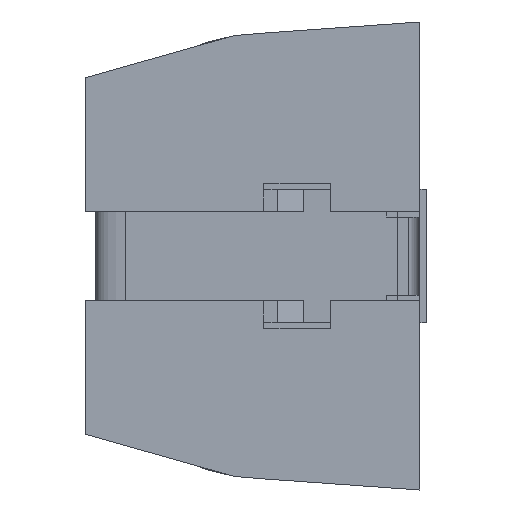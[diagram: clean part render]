
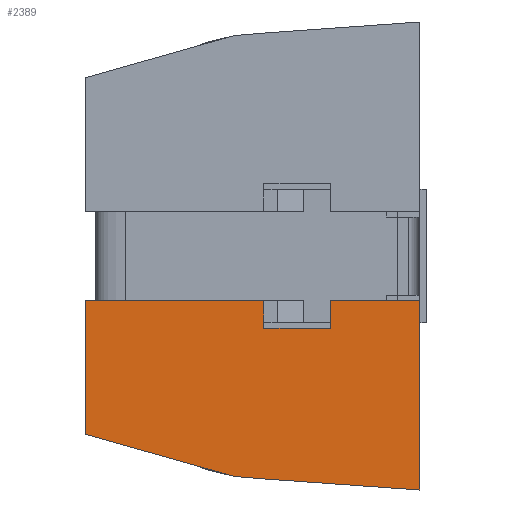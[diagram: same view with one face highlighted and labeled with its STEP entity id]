
A CAD part, left-side view. The second image highlights one B-rep face of the part: STEP entity #2389.
In plain terms, the highlighted planar face has unit normal (-1, 0, 0).
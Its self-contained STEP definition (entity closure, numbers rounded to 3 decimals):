
#28 = VERTEX_POINT ( 'NONE', #1967 ) ;
#115 = VERTEX_POINT ( 'NONE', #1999 ) ;
#123 = CARTESIAN_POINT ( 'NONE',  ( -39., 7., 3.25 ) ) ;
#219 = VECTOR ( 'NONE', #4833, 1000. ) ;
#270 = CARTESIAN_POINT ( 'NONE',  ( -39., 8.304, -9.895 ) ) ;
#351 = EDGE_CURVE ( 'NONE', #3358, #4729, #3825, .T. ) ;
#352 = DIRECTION ( 'NONE',  ( 0., 0.962, 0.272 ) ) ;
#373 = LINE ( 'NONE', #1608, #4742 ) ;
#394 = FACE_OUTER_BOUND ( 'NONE', #3180, .T. ) ;
#581 = CARTESIAN_POINT ( 'NONE',  ( -39., 7., -3.25 ) ) ;
#638 = AXIS2_PLACEMENT_3D ( 'NONE', #4675, #3507, #2364 ) ;
#748 = PLANE ( 'NONE',  #638 ) ;
#824 = CARTESIAN_POINT ( 'NONE',  ( -39., 7., -10. ) ) ;
#928 = VERTEX_POINT ( 'NONE', #2840 ) ;
#1071 = LINE ( 'NONE', #4152, #1445 ) ;
#1119 = CARTESIAN_POINT ( 'NONE',  ( -39., 0., -2.001 ) ) ;
#1185 = EDGE_CURVE ( 'NONE', #4729, #1208, #2253, .T. ) ;
#1208 = VERTEX_POINT ( 'NONE', #2663 ) ;
#1435 = VERTEX_POINT ( 'NONE', #581 ) ;
#1445 = VECTOR ( 'NONE', #3885, 1000. ) ;
#1446 = CARTESIAN_POINT ( 'NONE',  ( -39., 4., -3.25 ) ) ;
#1491 = VECTOR ( 'NONE', #4761, 1000. ) ;
#1531 = DIRECTION ( 'NONE',  ( 0., 0., -1. ) ) ;
#1608 = CARTESIAN_POINT ( 'NONE',  ( -39., 15., -2.001 ) ) ;
#1698 = VECTOR ( 'NONE', #352, 1000. ) ;
#1754 = ORIENTED_EDGE ( 'NONE', *, *, #3121, .T. ) ;
#1782 = DIRECTION ( 'NONE',  ( 0., 1., 0. ) ) ;
#1823 = DIRECTION ( 'NONE',  ( 0., 1., 0. ) ) ;
#1848 = CARTESIAN_POINT ( 'NONE',  ( -39., 15., -2.001 ) ) ;
#1858 = ORIENTED_EDGE ( 'NONE', *, *, #1185, .F. ) ;
#1892 = VECTOR ( 'NONE', #1531, 1000. ) ;
#1921 = EDGE_CURVE ( 'NONE', #928, #3734, #1071, .T. ) ;
#1967 = CARTESIAN_POINT ( 'NONE',  ( -39., 7., -2.001 ) ) ;
#1999 = CARTESIAN_POINT ( 'NONE',  ( -39., 4., -2.001 ) ) ;
#2253 = LINE ( 'NONE', #3807, #2355 ) ;
#2269 = ORIENTED_EDGE ( 'NONE', *, *, #4959, .T. ) ;
#2327 = CARTESIAN_POINT ( 'NONE',  ( -39., 15., -8. ) ) ;
#2334 = VERTEX_POINT ( 'NONE', #824 ) ;
#2342 = DIRECTION ( 'NONE',  ( 0., 1., 0. ) ) ;
#2355 = VECTOR ( 'NONE', #5000, 1000. ) ;
#2364 = DIRECTION ( 'NONE',  ( 0., 0., -1. ) ) ;
#2389 = ADVANCED_FACE ( 'NONE', ( #394 ), #748, .F. ) ;
#2467 = LINE ( 'NONE', #4394, #4739 ) ;
#2495 = CARTESIAN_POINT ( 'NONE',  ( -39., 7., -10. ) ) ;
#2663 = CARTESIAN_POINT ( 'NONE',  ( -39., 15., -2.001 ) ) ;
#2840 = CARTESIAN_POINT ( 'NONE',  ( -39., 0., -10.5 ) ) ;
#2870 = DIRECTION ( 'NONE',  ( 0., 0.997, 0.081 ) ) ;
#2899 = EDGE_CURVE ( 'NONE', #115, #3271, #3408, .T. ) ;
#3036 = LINE ( 'NONE', #1848, #4252 ) ;
#3121 = EDGE_CURVE ( 'NONE', #1435, #28, #3587, .T. ) ;
#3140 = EDGE_CURVE ( 'NONE', #3271, #1435, #2467, .T. ) ;
#3171 = EDGE_CURVE ( 'NONE', #2334, #3358, #4063, .T. ) ;
#3180 = EDGE_LOOP ( 'NONE', ( #3876, #1858, #4466, #4099, #2269, #3607, #4011, #4905, #4574, #1754 ) ) ;
#3271 = VERTEX_POINT ( 'NONE', #1446 ) ;
#3356 = CARTESIAN_POINT ( 'NONE',  ( -39., 4., 3.25 ) ) ;
#3358 = VERTEX_POINT ( 'NONE', #270 ) ;
#3408 = LINE ( 'NONE', #3356, #1892 ) ;
#3507 = DIRECTION ( 'NONE',  ( 1., 0., 0. ) ) ;
#3587 = LINE ( 'NONE', #123, #1491 ) ;
#3607 = ORIENTED_EDGE ( 'NONE', *, *, #1921, .T. ) ;
#3612 = CARTESIAN_POINT ( 'NONE',  ( -39., 7., -10. ) ) ;
#3636 = LINE ( 'NONE', #2495, #219 ) ;
#3678 = VECTOR ( 'NONE', #2870, 1000. ) ;
#3713 = EDGE_CURVE ( 'NONE', #28, #1208, #3036, .T. ) ;
#3734 = VERTEX_POINT ( 'NONE', #1119 ) ;
#3766 = CARTESIAN_POINT ( 'NONE',  ( -39., 8.304, -9.895 ) ) ;
#3807 = CARTESIAN_POINT ( 'NONE',  ( -39., 15., 8. ) ) ;
#3825 = LINE ( 'NONE', #3766, #1698 ) ;
#3876 = ORIENTED_EDGE ( 'NONE', *, *, #3713, .T. ) ;
#3885 = DIRECTION ( 'NONE',  ( 0., 0., 1. ) ) ;
#4011 = ORIENTED_EDGE ( 'NONE', *, *, #4036, .T. ) ;
#4036 = EDGE_CURVE ( 'NONE', #3734, #115, #373, .T. ) ;
#4063 = LINE ( 'NONE', #3612, #3678 ) ;
#4099 = ORIENTED_EDGE ( 'NONE', *, *, #3171, .F. ) ;
#4152 = CARTESIAN_POINT ( 'NONE',  ( -39., 0., -10.5 ) ) ;
#4252 = VECTOR ( 'NONE', #1823, 1000. ) ;
#4394 = CARTESIAN_POINT ( 'NONE',  ( -39., 4., -3.25 ) ) ;
#4466 = ORIENTED_EDGE ( 'NONE', *, *, #351, .F. ) ;
#4574 = ORIENTED_EDGE ( 'NONE', *, *, #3140, .T. ) ;
#4675 = CARTESIAN_POINT ( 'NONE',  ( -39., 7., -10.5 ) ) ;
#4729 = VERTEX_POINT ( 'NONE', #2327 ) ;
#4739 = VECTOR ( 'NONE', #1782, 1000. ) ;
#4742 = VECTOR ( 'NONE', #2342, 1000. ) ;
#4761 = DIRECTION ( 'NONE',  ( 0., 0., 1. ) ) ;
#4833 = DIRECTION ( 'NONE',  ( 0., -0.997, -0.071 ) ) ;
#4905 = ORIENTED_EDGE ( 'NONE', *, *, #2899, .T. ) ;
#4959 = EDGE_CURVE ( 'NONE', #2334, #928, #3636, .T. ) ;
#5000 = DIRECTION ( 'NONE',  ( 0., 0., 1. ) ) ;
